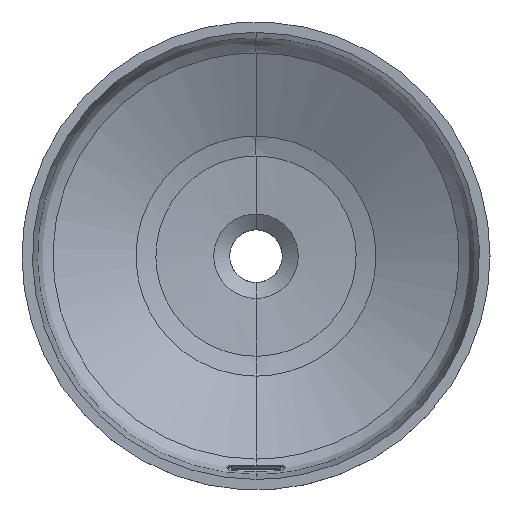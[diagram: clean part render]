
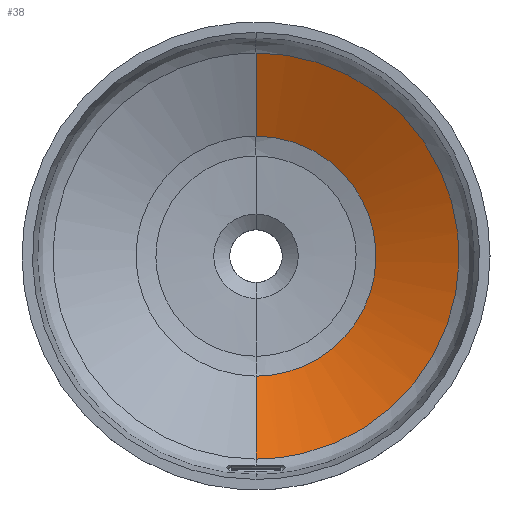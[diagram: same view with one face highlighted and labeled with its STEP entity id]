
A CAD part, top view. The second image highlights one B-rep face of the part: STEP entity #38.
In plain terms, the highlighted free-form (B-spline) face has degree [1, 2] with [2, 9] control points.
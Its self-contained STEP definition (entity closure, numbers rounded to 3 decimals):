
#38=ADVANCED_FACE('',(#154),#1602,.T.);
#154=FACE_OUTER_BOUND('',#270,.T.);
#270=EDGE_LOOP('',(#457,#458,#459,#460));
#457=ORIENTED_EDGE('',*,*,#943,.F.);
#458=ORIENTED_EDGE('',*,*,#942,.F.);
#459=ORIENTED_EDGE('',*,*,#941,.F.);
#460=ORIENTED_EDGE('',*,*,#940,.T.);
#940=EDGE_CURVE('',#1465,#1464,#1329,.T.);
#941=EDGE_CURVE('',#1465,#1466,#1176,.T.);
#942=EDGE_CURVE('',#1466,#1467,#1330,.T.);
#943=EDGE_CURVE('',#1467,#1464,#1177,.T.);
#1176=B_SPLINE_CURVE_WITH_KNOTS('',1,(#5437,#5438),.UNSPECIFIED.,.F.,.F.,
(2,2),(0.,78.853),.UNSPECIFIED.);
#1177=B_SPLINE_CURVE_WITH_KNOTS('',1,(#5444,#5445),.UNSPECIFIED.,.F.,.F.,
(2,2),(0.,78.853),.UNSPECIFIED.);
#1329=(
BOUNDED_CURVE()
B_SPLINE_CURVE(2,(#5432,#5433,#5434,#5435,#5436),.UNSPECIFIED.,.F.,.F.)
B_SPLINE_CURVE_WITH_KNOTS((3,2,3),(0.,161.065,322.129),
 .UNSPECIFIED.)
CURVE()
GEOMETRIC_REPRESENTATION_ITEM()
RATIONAL_B_SPLINE_CURVE((1.,0.707,1.,0.707,1.))
REPRESENTATION_ITEM('')
);
#1330=(
BOUNDED_CURVE()
B_SPLINE_CURVE(2,(#5439,#5440,#5441,#5442,#5443),.UNSPECIFIED.,.F.,.F.)
B_SPLINE_CURVE_WITH_KNOTS((3,2,3),(0.,272.584,545.168),
 .UNSPECIFIED.)
CURVE()
GEOMETRIC_REPRESENTATION_ITEM()
RATIONAL_B_SPLINE_CURVE((1.,0.707,1.,0.707,1.))
REPRESENTATION_ITEM('')
);
#1464=VERTEX_POINT('',#5136);
#1465=VERTEX_POINT('',#5137);
#1466=VERTEX_POINT('',#5138);
#1467=VERTEX_POINT('',#5139);
#1602=(
BOUNDED_SURFACE()
B_SPLINE_SURFACE(1,2,((#2532,#2533,#2534,#2535,#2536,#2537,#2538,#2539,
#2540),(#2541,#2542,#2543,#2544,#2545,#2546,#2547,#2548,#2549)),
 .UNSPECIFIED.,.F.,.F.,.F.)
B_SPLINE_SURFACE_WITH_KNOTS((2,2),(3,2,2,2,3),(0.,213.614),(0.,
302.107,604.215,906.322,1208.429),
 .UNSPECIFIED.)
GEOMETRIC_REPRESENTATION_ITEM()
RATIONAL_B_SPLINE_SURFACE(((1.,0.707,1.,0.707,1.,
0.707,1.,0.707,1.),(1.,0.707,1.,0.707,
1.,0.707,1.,0.707,1.)))
REPRESENTATION_ITEM('')
SURFACE()
);
#2532=CARTESIAN_POINT('',(0.,0.,-3.568));
#2533=CARTESIAN_POINT('',(0.,0.,-3.568));
#2534=CARTESIAN_POINT('',(0.,0.,-3.568));
#2535=CARTESIAN_POINT('',(0.,0.,-3.568));
#2536=CARTESIAN_POINT('',(0.,0.,-3.568));
#2537=CARTESIAN_POINT('',(0.,0.,-3.568));
#2538=CARTESIAN_POINT('',(0.,0.,-3.568));
#2539=CARTESIAN_POINT('',(0.,0.,-3.568));
#2540=CARTESIAN_POINT('',(0.,0.,-3.568));
#2541=CARTESIAN_POINT('',(-192.327,0.,89.391));
#2542=CARTESIAN_POINT('',(-192.327,-192.327,89.391));
#2543=CARTESIAN_POINT('',(0.,-192.327,89.391));
#2544=CARTESIAN_POINT('',(192.327,-192.327,89.391));
#2545=CARTESIAN_POINT('',(192.327,0.,89.391));
#2546=CARTESIAN_POINT('',(192.327,192.327,89.391));
#2547=CARTESIAN_POINT('',(0.,192.327,89.391));
#2548=CARTESIAN_POINT('',(-192.327,192.327,89.391));
#2549=CARTESIAN_POINT('',(-192.327,0.,89.391));
#5136=CARTESIAN_POINT('',(0.,-102.537,45.992));
#5137=CARTESIAN_POINT('',(0.,102.537,45.992));
#5138=CARTESIAN_POINT('',(0.,173.532,80.306));
#5139=CARTESIAN_POINT('',(0.,-173.532,80.306));
#5432=CARTESIAN_POINT('',(0.,102.537,45.992));
#5433=CARTESIAN_POINT('',(102.537,102.537,45.992));
#5434=CARTESIAN_POINT('',(102.537,0.,45.992));
#5435=CARTESIAN_POINT('',(102.537,-102.537,45.992));
#5436=CARTESIAN_POINT('',(0.,-102.537,45.992));
#5437=CARTESIAN_POINT('',(0.,102.537,45.992));
#5438=CARTESIAN_POINT('',(0.,173.532,80.306));
#5439=CARTESIAN_POINT('',(0.,173.532,80.306));
#5440=CARTESIAN_POINT('',(173.532,173.532,80.306));
#5441=CARTESIAN_POINT('',(173.532,0.,80.306));
#5442=CARTESIAN_POINT('',(173.532,-173.532,80.306));
#5443=CARTESIAN_POINT('',(0.,-173.532,80.306));
#5444=CARTESIAN_POINT('',(0.,-173.532,80.306));
#5445=CARTESIAN_POINT('',(0.,-102.537,45.992));
